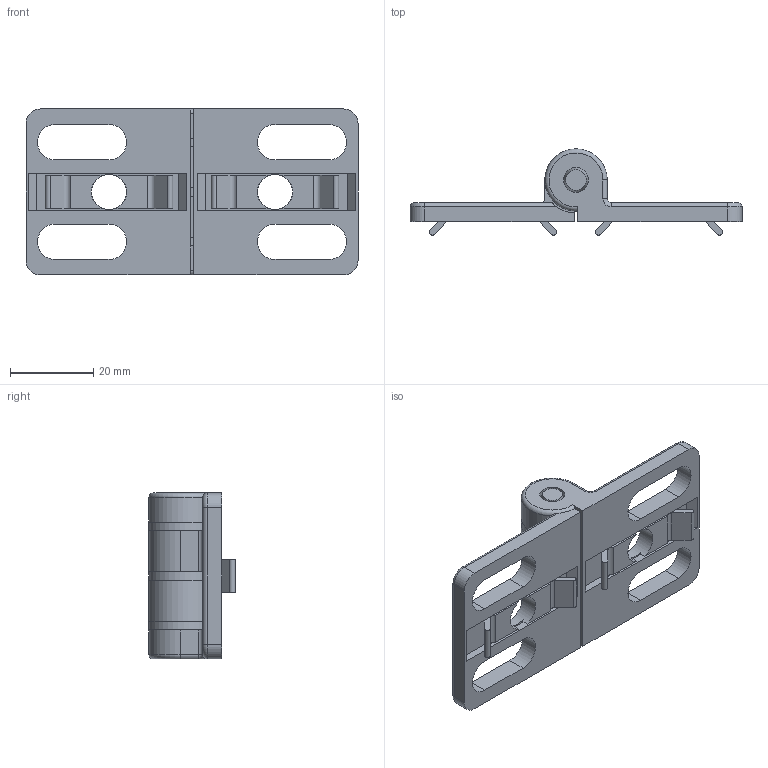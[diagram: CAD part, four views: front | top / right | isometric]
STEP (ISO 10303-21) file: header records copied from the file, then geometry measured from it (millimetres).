
FILE_DESCRIPTION((''),'2;1');
FILE_NAME('SZ0719S_A.stp','2013-08-26T14:01:36',('janine behrens'),(''),'Autodesk Inventor 2012','Autodesk Inventor 2012','');
FILE_SCHEMA(('AUTOMOTIVE_DESIGN { 1 0 10303 214 1 1 1 1 }'));
Length unit declared in the file: millimetre
Products named in the file (4): SZ0719S_A; MK8400430-A; ME2108440_A; ME2108084_A
Assembly tree (6 placements, depth 2):
  SZ0719S_A
    MK8400430-A  x2
    ME2108440_A
    ME2108084_A  x3
Bounding box: 80 x 20.75 x 40 mm (x, y, z)
Volume: 16883.8 mm3; surface area: 13008.2 mm2
Topology: 6 solids, 6 shells, 137 faces, 353 edges, 224 vertices
Faces by surface type: plane 62, cylinder 56, torus 11, cone 8
Full cylindrical faces by diameter (mm): 5.85 x3, 6 x8, 8.5 x2, 15 x3
Entity records: 2252 total; most frequent: DIRECTION 393, CARTESIAN_POINT 379, ORIENTED_EDGE 330, EDGE_CURVE 165, AXIS2_PLACEMENT_3D 148, VERTEX_POINT 114, EDGE_LOOP 99, VECTOR 97
